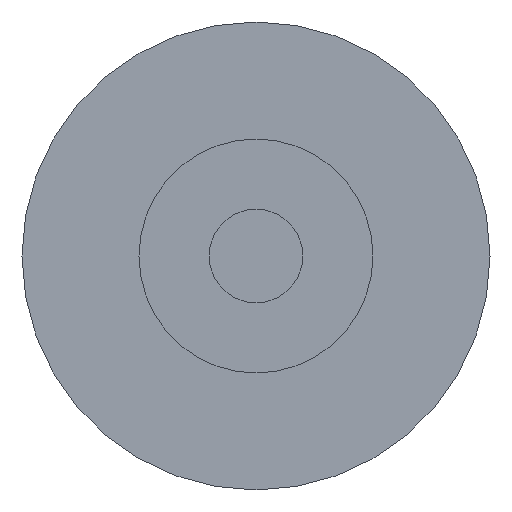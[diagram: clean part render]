
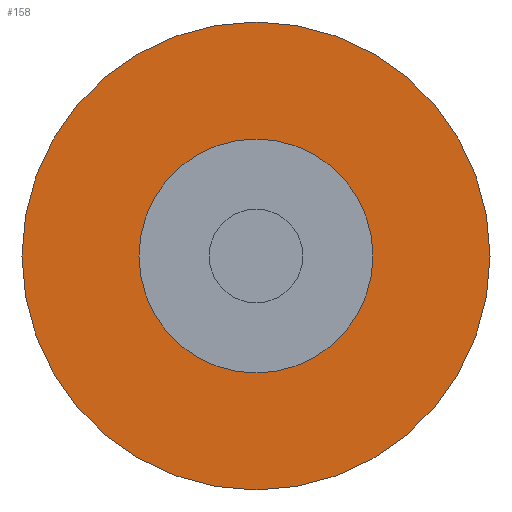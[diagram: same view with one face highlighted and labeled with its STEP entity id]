
A CAD part, left-side view. The second image highlights one B-rep face of the part: STEP entity #158.
In plain terms, the highlighted planar face has unit normal (-1, 0, 0).
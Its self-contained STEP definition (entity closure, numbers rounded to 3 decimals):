
#8 = DIRECTION ( 'NONE',  ( 1., 0., 0. ) ) ;
#26 = CIRCLE ( 'NONE', #465, 10. ) ;
#32 = CARTESIAN_POINT ( 'NONE',  ( -422.5, 0., 0. ) ) ;
#82 = DIRECTION ( 'NONE',  ( 0., 0., 1. ) ) ;
#89 = CIRCLE ( 'NONE', #404, 20. ) ;
#104 = PLANE ( 'NONE',  #149 ) ;
#108 = VERTEX_POINT ( 'NONE', #366 ) ;
#118 = EDGE_CURVE ( 'NONE', #108, #316, #174, .T. ) ;
#143 = AXIS2_PLACEMENT_3D ( 'NONE', #32, #189, #420 ) ;
#149 = AXIS2_PLACEMENT_3D ( 'NONE', #194, #276, #493 ) ;
#158 = ADVANCED_FACE ( 'NONE', ( #300, #480 ), #104, .T. ) ;
#174 = CIRCLE ( 'NONE', #143, 20. ) ;
#189 = DIRECTION ( 'NONE',  ( 1., 0., 0. ) ) ;
#194 = CARTESIAN_POINT ( 'NONE',  ( -422.5, 0., 0. ) ) ;
#201 = CARTESIAN_POINT ( 'NONE',  ( -422.5, 0., -10. ) ) ;
#229 = ORIENTED_EDGE ( 'NONE', *, *, #118, .F. ) ;
#244 = CARTESIAN_POINT ( 'NONE',  ( -422.5, 0., 0. ) ) ;
#256 = CARTESIAN_POINT ( 'NONE',  ( -422.5, 0., 0. ) ) ;
#259 = DIRECTION ( 'NONE',  ( 1., 0., 0. ) ) ;
#264 = EDGE_LOOP ( 'NONE', ( #421, #323 ) ) ;
#276 = DIRECTION ( 'NONE',  ( -1., 0., 0. ) ) ;
#280 = VERTEX_POINT ( 'NONE', #282 ) ;
#282 = CARTESIAN_POINT ( 'NONE',  ( -422.5, 0., 10. ) ) ;
#293 = EDGE_LOOP ( 'NONE', ( #352, #229 ) ) ;
#294 = VERTEX_POINT ( 'NONE', #201 ) ;
#299 = EDGE_CURVE ( 'NONE', #280, #294, #372, .T. ) ;
#300 = FACE_BOUND ( 'NONE', #264, .T. ) ;
#308 = AXIS2_PLACEMENT_3D ( 'NONE', #431, #466, #82 ) ;
#316 = VERTEX_POINT ( 'NONE', #428 ) ;
#321 = EDGE_CURVE ( 'NONE', #294, #280, #26, .T. ) ;
#323 = ORIENTED_EDGE ( 'NONE', *, *, #321, .T. ) ;
#352 = ORIENTED_EDGE ( 'NONE', *, *, #385, .F. ) ;
#359 = DIRECTION ( 'NONE',  ( 0., 0., 1. ) ) ;
#366 = CARTESIAN_POINT ( 'NONE',  ( -422.5, 0., -20. ) ) ;
#372 = CIRCLE ( 'NONE', #308, 10. ) ;
#385 = EDGE_CURVE ( 'NONE', #316, #108, #89, .T. ) ;
#404 = AXIS2_PLACEMENT_3D ( 'NONE', #256, #259, #406 ) ;
#406 = DIRECTION ( 'NONE',  ( 0., 0., 1. ) ) ;
#420 = DIRECTION ( 'NONE',  ( 0., 0., 1. ) ) ;
#421 = ORIENTED_EDGE ( 'NONE', *, *, #299, .T. ) ;
#428 = CARTESIAN_POINT ( 'NONE',  ( -422.5, 0., 20. ) ) ;
#431 = CARTESIAN_POINT ( 'NONE',  ( -422.5, 0., 0. ) ) ;
#465 = AXIS2_PLACEMENT_3D ( 'NONE', #244, #8, #359 ) ;
#466 = DIRECTION ( 'NONE',  ( 1., 0., 0. ) ) ;
#480 = FACE_OUTER_BOUND ( 'NONE', #293, .T. ) ;
#493 = DIRECTION ( 'NONE',  ( 0., 0., 1. ) ) ;
